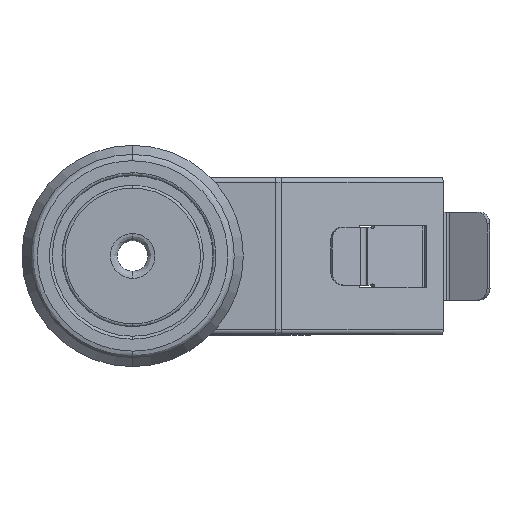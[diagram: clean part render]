
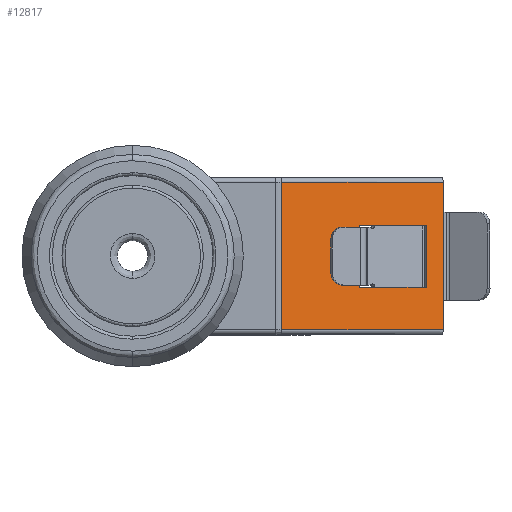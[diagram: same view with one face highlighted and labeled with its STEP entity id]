
A CAD part, top view. The second image highlights one B-rep face of the part: STEP entity #12817.
In plain terms, the highlighted planar face has unit normal (0.251, 0, 0.968).
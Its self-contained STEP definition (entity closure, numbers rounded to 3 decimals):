
#228 = ORIENTED_EDGE ( 'NONE', *, *, #8101, .T. ) ;
#384 = CARTESIAN_POINT ( 'NONE',  ( 95.321, 13.05, -27.924 ) ) ;
#676 = VERTEX_POINT ( 'NONE', #4445 ) ;
#714 = ORIENTED_EDGE ( 'NONE', *, *, #4559, .F. ) ;
#788 = EDGE_LOOP ( 'NONE', ( #714, #12336, #3126, #4911 ) ) ;
#940 = DIRECTION ( 'NONE',  ( -0.968, 0., 0.251 ) ) ;
#1101 = LINE ( 'NONE', #3937, #9066 ) ;
#1688 = LINE ( 'NONE', #8858, #13079 ) ;
#2063 = CARTESIAN_POINT ( 'NONE',  ( 95.321, -34.1, -27.924 ) ) ;
#2214 = VERTEX_POINT ( 'NONE', #3662 ) ;
#2697 = VERTEX_POINT ( 'NONE', #10303 ) ;
#3088 = CARTESIAN_POINT ( 'NONE',  ( 62.735, -31., -19.47 ) ) ;
#3126 = ORIENTED_EDGE ( 'NONE', *, *, #7903, .F. ) ;
#3428 = CARTESIAN_POINT ( 'NONE',  ( 62.735, 31., -19.47 ) ) ;
#3636 = LINE ( 'NONE', #6965, #6917 ) ;
#3662 = CARTESIAN_POINT ( 'NONE',  ( 130.5, 31., -37.05 ) ) ;
#3679 = LINE ( 'NONE', #12305, #5966 ) ;
#3937 = CARTESIAN_POINT ( 'NONE',  ( 161.862, 31., -45.186 ) ) ;
#4069 = DIRECTION ( 'NONE',  ( 0., -1., 0. ) ) ;
#4090 = LINE ( 'NONE', #11542, #13288 ) ;
#4201 = CARTESIAN_POINT ( 'NONE',  ( 123.392, -34.1, -35.206 ) ) ;
#4445 = CARTESIAN_POINT ( 'NONE',  ( 123.392, 13.05, -35.206 ) ) ;
#4559 = EDGE_CURVE ( 'NONE', #11872, #12656, #7342, .T. ) ;
#4911 = ORIENTED_EDGE ( 'NONE', *, *, #13005, .F. ) ;
#5308 = ORIENTED_EDGE ( 'NONE', *, *, #7476, .F. ) ;
#5755 = VERTEX_POINT ( 'NONE', #7833 ) ;
#5966 = VECTOR ( 'NONE', #13340, 1000. ) ;
#6000 = DIRECTION ( 'NONE',  ( 0., 1., 0. ) ) ;
#6096 = VERTEX_POINT ( 'NONE', #3428 ) ;
#6276 = FACE_BOUND ( 'NONE', #788, .T. ) ;
#6339 = DIRECTION ( 'NONE',  ( -0.251, 0., -0.968 ) ) ;
#6384 = DIRECTION ( 'NONE',  ( 0., 1., 0. ) ) ;
#6917 = VECTOR ( 'NONE', #7939, 1000. ) ;
#6965 = CARTESIAN_POINT ( 'NONE',  ( 133.888, -31., -37.929 ) ) ;
#7108 = PLANE ( 'NONE',  #11501 ) ;
#7294 = VECTOR ( 'NONE', #4069, 1000. ) ;
#7342 = LINE ( 'NONE', #2063, #7294 ) ;
#7450 = ORIENTED_EDGE ( 'NONE', *, *, #11893, .F. ) ;
#7476 = EDGE_CURVE ( 'NONE', #10247, #6096, #4090, .T. ) ;
#7667 = CARTESIAN_POINT ( 'NONE',  ( 133.888, -13.05, -37.929 ) ) ;
#7670 = EDGE_CURVE ( 'NONE', #6096, #2214, #1101, .T. ) ;
#7833 = CARTESIAN_POINT ( 'NONE',  ( 123.392, -13.05, -35.206 ) ) ;
#7903 = EDGE_CURVE ( 'NONE', #5755, #676, #13440, .T. ) ;
#7939 = DIRECTION ( 'NONE',  ( -0.968, 0., 0.251 ) ) ;
#7948 = DIRECTION ( 'NONE',  ( 0., 1., 0. ) ) ;
#8101 = EDGE_CURVE ( 'NONE', #2697, #2214, #1688, .T. ) ;
#8442 = CARTESIAN_POINT ( 'NONE',  ( 95.321, -13.05, -27.924 ) ) ;
#8461 = DIRECTION ( 'NONE',  ( 0.968, 0., -0.251 ) ) ;
#8778 = DIRECTION ( 'NONE',  ( 0.968, 0., -0.251 ) ) ;
#8858 = CARTESIAN_POINT ( 'NONE',  ( 130.5, -36.3, -37.05 ) ) ;
#9066 = VECTOR ( 'NONE', #8461, 1000. ) ;
#9070 = EDGE_CURVE ( 'NONE', #676, #11872, #3679, .T. ) ;
#9350 = CARTESIAN_POINT ( 'NONE',  ( 133.888, -34.1, -37.929 ) ) ;
#9537 = VECTOR ( 'NONE', #6000, 1000. ) ;
#10213 = EDGE_LOOP ( 'NONE', ( #11544, #5308, #7450, #228 ) ) ;
#10247 = VERTEX_POINT ( 'NONE', #3088 ) ;
#10303 = CARTESIAN_POINT ( 'NONE',  ( 130.5, -31., -37.05 ) ) ;
#10466 = FACE_OUTER_BOUND ( 'NONE', #10213, .T. ) ;
#11501 = AXIS2_PLACEMENT_3D ( 'NONE', #9350, #6339, #940 ) ;
#11542 = CARTESIAN_POINT ( 'NONE',  ( 62.735, 145., -19.47 ) ) ;
#11544 = ORIENTED_EDGE ( 'NONE', *, *, #7670, .F. ) ;
#11872 = VERTEX_POINT ( 'NONE', #384 ) ;
#11893 = EDGE_CURVE ( 'NONE', #2697, #10247, #3636, .T. ) ;
#12166 = VECTOR ( 'NONE', #8778, 1000. ) ;
#12305 = CARTESIAN_POINT ( 'NONE',  ( 133.888, 13.05, -37.929 ) ) ;
#12336 = ORIENTED_EDGE ( 'NONE', *, *, #9070, .F. ) ;
#12656 = VERTEX_POINT ( 'NONE', #8442 ) ;
#12747 = LINE ( 'NONE', #7667, #12166 ) ;
#12817 = ADVANCED_FACE ( 'NONE', ( #6276, #10466 ), #7108, .F. ) ;
#13005 = EDGE_CURVE ( 'NONE', #12656, #5755, #12747, .T. ) ;
#13079 = VECTOR ( 'NONE', #7948, 1000. ) ;
#13288 = VECTOR ( 'NONE', #6384, 1000. ) ;
#13340 = DIRECTION ( 'NONE',  ( -0.968, 0., 0.251 ) ) ;
#13440 = LINE ( 'NONE', #4201, #9537 ) ;
